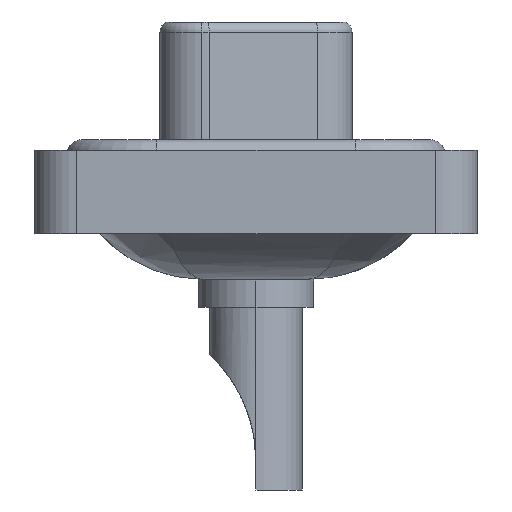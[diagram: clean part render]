
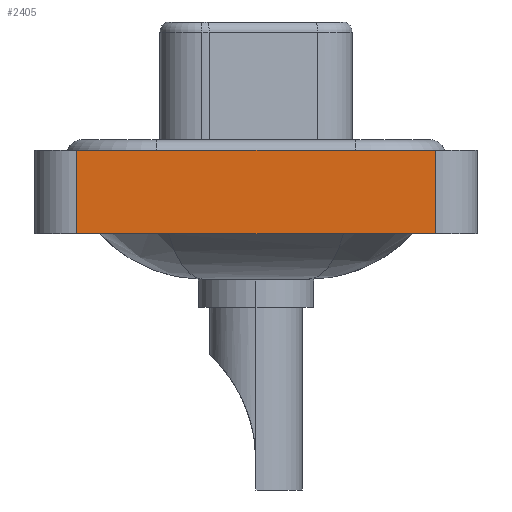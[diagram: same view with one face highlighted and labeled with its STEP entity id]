
A CAD part, left-side view. The second image highlights one B-rep face of the part: STEP entity #2405.
In plain terms, the highlighted planar face has unit normal (-1, 0, 0).
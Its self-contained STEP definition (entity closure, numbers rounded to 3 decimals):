
#275 = VECTOR ( 'NONE', #7329, 1000. ) ;
#416 = VERTEX_POINT ( 'NONE', #5183 ) ;
#1387 = LINE ( 'NONE', #7194, #12945 ) ;
#1648 = DIRECTION ( 'NONE',  ( 0., 0., 1. ) ) ;
#2041 = ORIENTED_EDGE ( 'NONE', *, *, #14585, .F. ) ;
#2252 = LINE ( 'NONE', #5856, #14032 ) ;
#2388 = ORIENTED_EDGE ( 'NONE', *, *, #10874, .T. ) ;
#2405 = ADVANCED_FACE ( 'NONE', ( #9204 ), #8023, .T. ) ;
#2647 = VERTEX_POINT ( 'NONE', #6201 ) ;
#3660 = CARTESIAN_POINT ( 'NONE',  ( -7.25, -8.55, -3.6 ) ) ;
#4891 = ORIENTED_EDGE ( 'NONE', *, *, #9347, .T. ) ;
#5183 = CARTESIAN_POINT ( 'NONE',  ( -7.25, -8.55, -3.6 ) ) ;
#5856 = CARTESIAN_POINT ( 'NONE',  ( -7.25, -8.55, -3.6 ) ) ;
#6201 = CARTESIAN_POINT ( 'NONE',  ( -7.25, 8.55, 0.4 ) ) ;
#7194 = CARTESIAN_POINT ( 'NONE',  ( -7.25, -8.55, 0.4 ) ) ;
#7329 = DIRECTION ( 'NONE',  ( 0., 0., 1. ) ) ;
#8023 = PLANE ( 'NONE',  #15426 ) ;
#8026 = EDGE_CURVE ( 'NONE', #2647, #10629, #1387, .T. ) ;
#8451 = DIRECTION ( 'NONE',  ( 0., -1., 0. ) ) ;
#9204 = FACE_OUTER_BOUND ( 'NONE', #11246, .T. ) ;
#9347 = EDGE_CURVE ( 'NONE', #11723, #416, #2252, .T. ) ;
#10629 = VERTEX_POINT ( 'NONE', #11034 ) ;
#10647 = DIRECTION ( 'NONE',  ( 0., -1., 0. ) ) ;
#10691 = DIRECTION ( 'NONE',  ( 0., 0., 1. ) ) ;
#10874 = EDGE_CURVE ( 'NONE', #416, #10629, #14268, .T. ) ;
#11034 = CARTESIAN_POINT ( 'NONE',  ( -7.25, -8.55, 0.4 ) ) ;
#11246 = EDGE_LOOP ( 'NONE', ( #2388, #11933, #2041, #4891 ) ) ;
#11379 = CARTESIAN_POINT ( 'NONE',  ( -7.25, 8.55, -3.6 ) ) ;
#11723 = VERTEX_POINT ( 'NONE', #11379 ) ;
#11933 = ORIENTED_EDGE ( 'NONE', *, *, #8026, .F. ) ;
#12076 = LINE ( 'NONE', #12385, #12895 ) ;
#12385 = CARTESIAN_POINT ( 'NONE',  ( -7.25, 8.55, -3.6 ) ) ;
#12895 = VECTOR ( 'NONE', #1648, 1000. ) ;
#12945 = VECTOR ( 'NONE', #8451, 1000. ) ;
#14032 = VECTOR ( 'NONE', #10647, 1000. ) ;
#14268 = LINE ( 'NONE', #3660, #275 ) ;
#14310 = CARTESIAN_POINT ( 'NONE',  ( -7.25, -8.55, -3.6 ) ) ;
#14585 = EDGE_CURVE ( 'NONE', #11723, #2647, #12076, .T. ) ;
#15340 = DIRECTION ( 'NONE',  ( -1., 0., 0. ) ) ;
#15426 = AXIS2_PLACEMENT_3D ( 'NONE', #14310, #15340, #10691 ) ;
